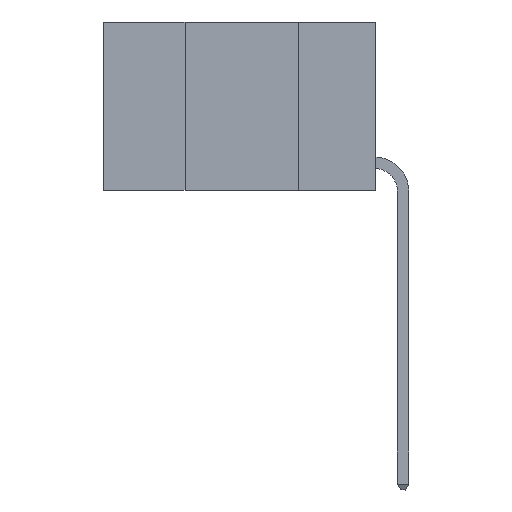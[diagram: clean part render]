
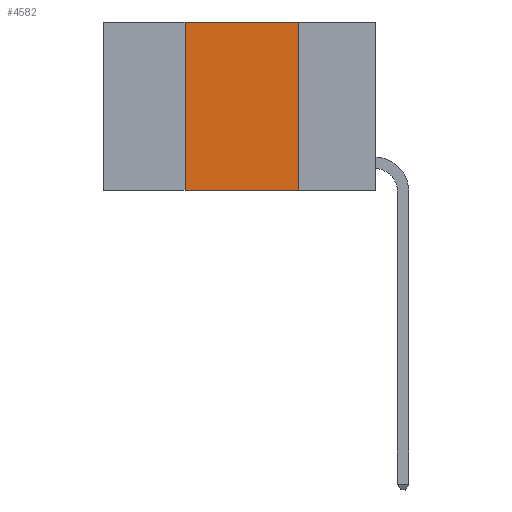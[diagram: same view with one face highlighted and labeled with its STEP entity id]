
A CAD part, left-side view. The second image highlights one B-rep face of the part: STEP entity #4582.
In plain terms, the highlighted planar face has unit normal (-1, 0, 0).
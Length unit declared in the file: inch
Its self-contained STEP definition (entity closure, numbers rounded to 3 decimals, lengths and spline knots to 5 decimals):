
#684 = CARTESIAN_POINT ( 'NONE',  ( 0., 0.6, 0. ) ) ;
#842 = CARTESIAN_POINT ( 'NONE',  ( 0., 0.6, -0.37 ) ) ;
#862 = AXIS2_PLACEMENT_3D ( 'NONE', #9194, #5385, #14148 ) ;
#913 = VERTEX_POINT ( 'NONE', #10520 ) ;
#1923 = EDGE_CURVE ( 'NONE', #5598, #8241, #15314, .T. ) ;
#2014 = DIRECTION ( 'NONE',  ( 0., -1., 0. ) ) ;
#2405 = ORIENTED_EDGE ( 'NONE', *, *, #10154, .F. ) ;
#2467 = ORIENTED_EDGE ( 'NONE', *, *, #9174, .F. ) ;
#2506 = ORIENTED_EDGE ( 'NONE', *, *, #5837, .F. ) ;
#2557 = ORIENTED_EDGE ( 'NONE', *, *, #1923, .T. ) ;
#2759 = VECTOR ( 'NONE', #15930, 39.37008 ) ;
#4102 = PLANE ( 'NONE',  #862 ) ;
#4582 = ADVANCED_FACE ( 'NONE', ( #8958 ), #4102, .F. ) ;
#4873 = CARTESIAN_POINT ( 'NONE',  ( 0., 0.42, -0.37 ) ) ;
#5385 = DIRECTION ( 'NONE',  ( 1., 0., 0. ) ) ;
#5598 = VERTEX_POINT ( 'NONE', #4873 ) ;
#5710 = CARTESIAN_POINT ( 'NONE',  ( 0., 0.17, 0. ) ) ;
#5837 = EDGE_CURVE ( 'NONE', #5598, #913, #12593, .T. ) ;
#6985 = EDGE_LOOP ( 'NONE', ( #2405, #2467, #2506, #2557 ) ) ;
#7606 = LINE ( 'NONE', #684, #10587 ) ;
#7792 = VECTOR ( 'NONE', #13272, 39.37008 ) ;
#7856 = DIRECTION ( 'NONE',  ( 0., 0., 1. ) ) ;
#8241 = VERTEX_POINT ( 'NONE', #15390 ) ;
#8958 = FACE_OUTER_BOUND ( 'NONE', #6985, .T. ) ;
#9174 = EDGE_CURVE ( 'NONE', #913, #10118, #7606, .T. ) ;
#9194 = CARTESIAN_POINT ( 'NONE',  ( 0., 0.6, 0. ) ) ;
#10118 = VERTEX_POINT ( 'NONE', #5710 ) ;
#10154 = EDGE_CURVE ( 'NONE', #10118, #8241, #14389, .T. ) ;
#10520 = CARTESIAN_POINT ( 'NONE',  ( 0., 0.42, 0. ) ) ;
#10587 = VECTOR ( 'NONE', #2014, 39.37008 ) ;
#12593 = LINE ( 'NONE', #15239, #12976 ) ;
#12976 = VECTOR ( 'NONE', #7856, 39.37008 ) ;
#13221 = CARTESIAN_POINT ( 'NONE',  ( 0., 0.17, 0. ) ) ;
#13272 = DIRECTION ( 'NONE',  ( 0., 0., -1. ) ) ;
#14148 = DIRECTION ( 'NONE',  ( 0., 0., -1. ) ) ;
#14389 = LINE ( 'NONE', #13221, #7792 ) ;
#15239 = CARTESIAN_POINT ( 'NONE',  ( 0., 0.42, 0. ) ) ;
#15314 = LINE ( 'NONE', #842, #2759 ) ;
#15390 = CARTESIAN_POINT ( 'NONE',  ( 0., 0.17, -0.37 ) ) ;
#15930 = DIRECTION ( 'NONE',  ( 0., -1., 0. ) ) ;
